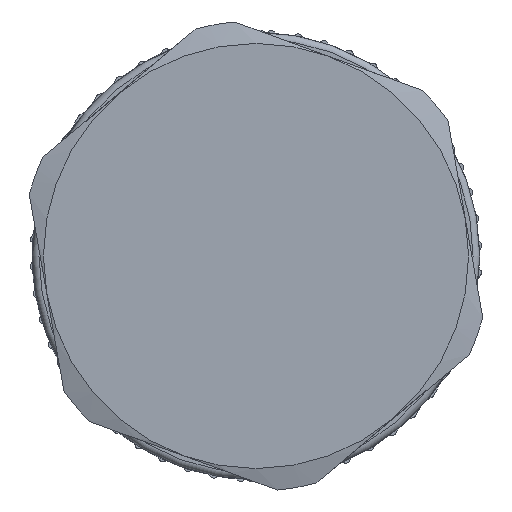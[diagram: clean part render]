
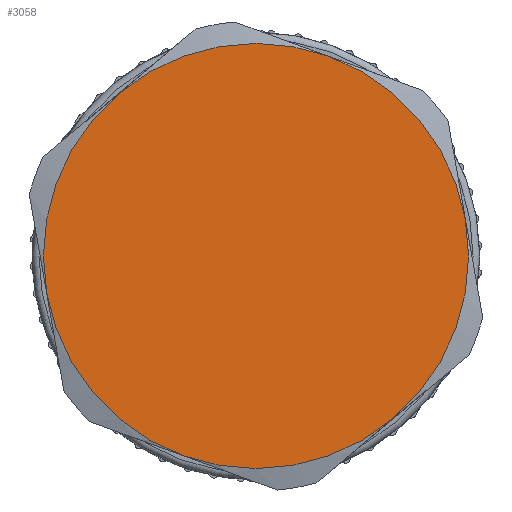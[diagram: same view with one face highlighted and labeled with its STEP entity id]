
A CAD part, left-side view. The second image highlights one B-rep face of the part: STEP entity #3058.
In plain terms, the highlighted planar face has unit normal (-1, 0, 0).
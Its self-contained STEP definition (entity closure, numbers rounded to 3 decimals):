
#3058=ADVANCED_FACE('',(#4076),#3593,.T.);
#3593=PLANE('',#12735);
#4076=FACE_OUTER_BOUND('',#4725,.T.);
#4725=EDGE_LOOP('',(#6615,#6616,#6617,#6618,#6619,#6620));
#6615=ORIENTED_EDGE('',*,*,#10786,.T.);
#6616=ORIENTED_EDGE('',*,*,#10785,.T.);
#6617=ORIENTED_EDGE('',*,*,#10784,.T.);
#6618=ORIENTED_EDGE('',*,*,#10783,.T.);
#6619=ORIENTED_EDGE('',*,*,#10782,.T.);
#6620=ORIENTED_EDGE('',*,*,#10781,.T.);
#9306=VERTEX_POINT('',#19855);
#9309=VERTEX_POINT('',#19871);
#9312=VERTEX_POINT('',#19887);
#9315=VERTEX_POINT('',#19903);
#9318=VERTEX_POINT('',#19919);
#9319=VERTEX_POINT('',#19929);
#10781=EDGE_CURVE('',#9306,#9318,#12039,.T.);
#10782=EDGE_CURVE('',#9309,#9306,#12040,.T.);
#10783=EDGE_CURVE('',#9312,#9309,#12041,.T.);
#10784=EDGE_CURVE('',#9315,#9312,#12042,.T.);
#10785=EDGE_CURVE('',#9319,#9315,#12043,.T.);
#10786=EDGE_CURVE('',#9318,#9319,#12044,.T.);
#12039=CIRCLE('',#12723,9.5);
#12040=CIRCLE('',#12725,9.5);
#12041=CIRCLE('',#12727,9.5);
#12042=CIRCLE('',#12729,9.5);
#12043=CIRCLE('',#12731,9.5);
#12044=CIRCLE('',#12733,9.5);
#12723=AXIS2_PLACEMENT_3D('',#19935,#14563,#14564);
#12725=AXIS2_PLACEMENT_3D('',#19937,#14567,#14568);
#12727=AXIS2_PLACEMENT_3D('',#19939,#14571,#14572);
#12729=AXIS2_PLACEMENT_3D('',#19941,#14575,#14576);
#12731=AXIS2_PLACEMENT_3D('',#19943,#14579,#14580);
#12733=AXIS2_PLACEMENT_3D('',#19945,#14583,#14584);
#12735=AXIS2_PLACEMENT_3D('',#19947,#14587,#14588);
#14563=DIRECTION('',(-1.,0.,0.));
#14564=DIRECTION('',(0.,-0.94,-0.342));
#14567=DIRECTION('',(-1.,0.,0.));
#14568=DIRECTION('',(0.,-0.94,-0.342));
#14571=DIRECTION('',(-1.,0.,0.));
#14572=DIRECTION('',(0.,-0.94,-0.342));
#14575=DIRECTION('',(-1.,0.,0.));
#14576=DIRECTION('',(0.,-0.94,-0.342));
#14579=DIRECTION('',(-1.,0.,0.));
#14580=DIRECTION('',(0.,-0.94,-0.342));
#14583=DIRECTION('',(-1.,0.,0.));
#14584=DIRECTION('',(0.,-0.94,-0.342));
#14587=DIRECTION('',(-1.,0.,0.));
#14588=DIRECTION('',(0.,0.94,0.342));
#19855=CARTESIAN_POINT('',(-38.,6.106,7.277));
#19871=CARTESIAN_POINT('',(-38.,-3.249,8.927));
#19887=CARTESIAN_POINT('',(-38.,-9.356,1.65));
#19903=CARTESIAN_POINT('',(-38.,-6.106,-7.277));
#19919=CARTESIAN_POINT('',(-38.,9.356,-1.65));
#19929=CARTESIAN_POINT('',(-38.,3.249,-8.927));
#19935=CARTESIAN_POINT('',(-38.,0.,0.));
#19937=CARTESIAN_POINT('',(-38.,0.,0.));
#19939=CARTESIAN_POINT('',(-38.,0.,0.));
#19941=CARTESIAN_POINT('',(-38.,0.,0.));
#19943=CARTESIAN_POINT('',(-38.,0.,0.));
#19945=CARTESIAN_POINT('',(-38.,0.,0.));
#19947=CARTESIAN_POINT('',(-38.,0.,0.));
